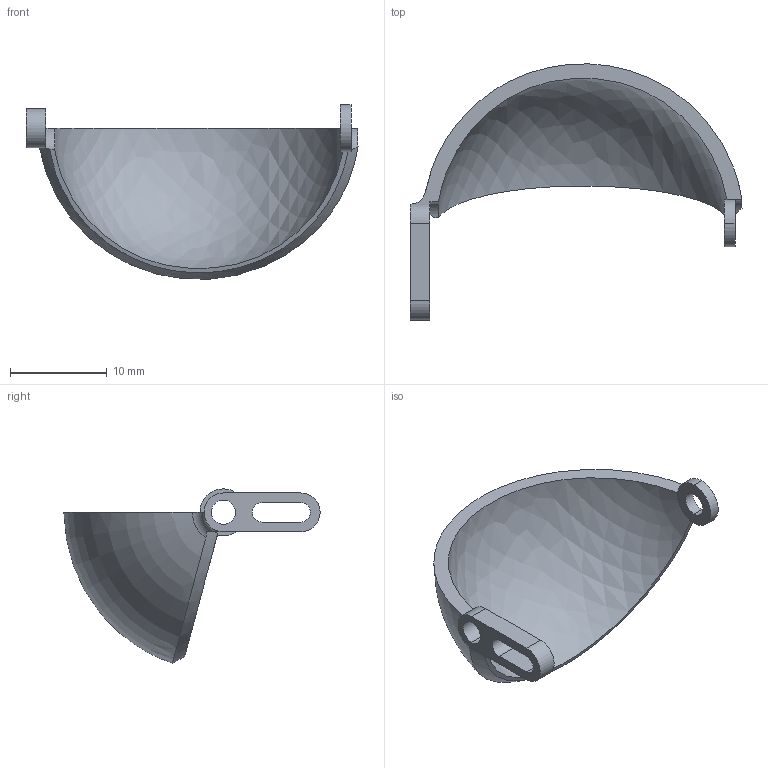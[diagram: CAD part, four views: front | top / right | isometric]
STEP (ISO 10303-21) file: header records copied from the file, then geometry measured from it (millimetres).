
FILE_DESCRIPTION((''),'2;1');
FILE_NAME('15-PAUPIRE_V40','2022-05-30T14:45:27',('cao3'),(''),'CREO PARAMETRIC BY PTC INC, 2020454','CREO PARAMETRIC BY PTC INC, 2020454','');
FILE_SCHEMA(('CONFIG_CONTROL_DESIGN'));
Length unit declared in the file: millimetre
Products named in the file (1): 15-PAUPIRE_V40
Bounding box: 34.32 x 26.49 x 18.01 mm (x, y, z)
Volume: 1012.2 mm3; surface area: 1614.2 mm2
Topology: 1 solids, 1 shells, 26 faces, 70 edges, 46 vertices
Faces by surface type: cylinder 12, plane 10, revolution 2, bspline 1, torus 1
Entity records: 1227 total; most frequent: CARTESIAN_POINT 519, ORIENTED_EDGE 140, DIRECTION 135, EDGE_CURVE 70, AXIS2_PLACEMENT_3D 52, VERTEX_POINT 46, EDGE_LOOP 32, VECTOR 29
